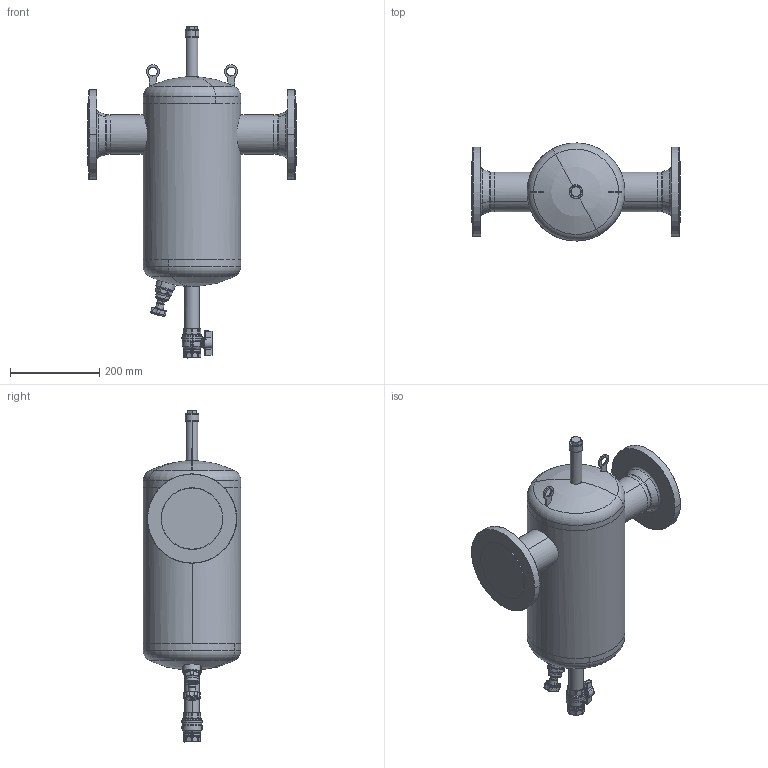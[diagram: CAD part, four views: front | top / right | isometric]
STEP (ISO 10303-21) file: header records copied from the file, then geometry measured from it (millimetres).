
FILE_DESCRIPTION(('CATIA V5 STEP Exchange','CAx-IF Rec.Pracs.--- Model Styling and Organization---1.4--- 2014-01-23','CAx-IF Rec.Pracs.---3D Tessellated Data Validation Properties---0.5---2014-09-14'),'2;1');
FILE_NAME('STEP_546680_-_TST.stp','2020-11-16T08:53:49+00:00',('none'),('none'),'CATIA Version 5-6 Release 2019 SP3','CATIA V5 STEP AP242 v1','none');
FILE_SCHEMA(('AP242_MANAGED_MODEL_BASED_3D_ENGINEERING_MIM_LF {1 0 10303 442 1 1 4}'));
Length unit declared in the file: millimetre
Products named in the file (1): 546680 - TST
Bounding box: 466 x 218.97 x 743 mm (x, y, z)
Volume: 19365791 mm3; surface area: 602922 mm2
Topology: 3 solids, 12 shells, 924 faces, 2412 edges, 1484 vertices
Faces by surface type: plane 264, cylinder 238, bspline 211, cone 108, torus 75, sphere 28
Entity records: 35237 total; most frequent: CARTESIAN_POINT 16737, ORIENTED_EDGE 4625, EDGE_CURVE 2394, DIRECTION 2314, VERTEX_POINT 1484, AXIS2_PLACEMENT_3D 1087, EDGE_LOOP 956, B_SPLINE_CURVE_WITH_KNOTS 934
